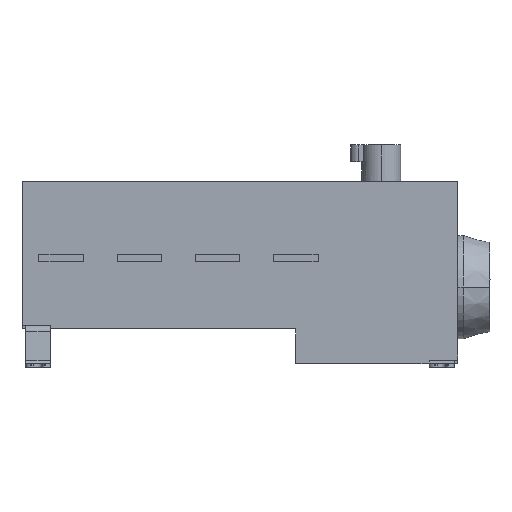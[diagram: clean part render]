
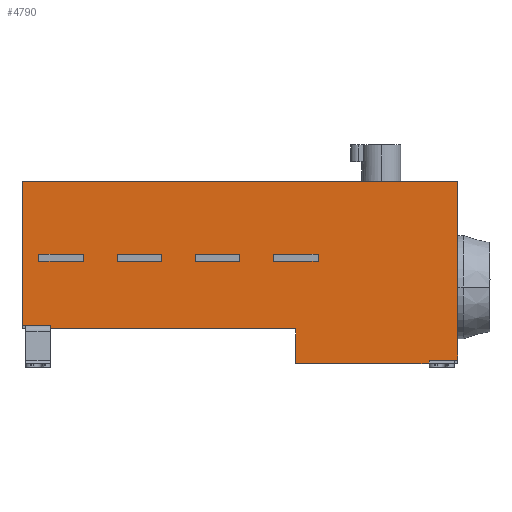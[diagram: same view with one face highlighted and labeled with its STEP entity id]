
A CAD part, left-side view. The second image highlights one B-rep face of the part: STEP entity #4790.
In plain terms, the highlighted planar face has unit normal (-1, 0, 0).
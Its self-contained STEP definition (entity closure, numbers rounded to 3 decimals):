
#90=DIRECTION('',(0.,0.,-1.));
#91=VECTOR('',#90,19.5);
#92=CARTESIAN_POINT('',(-28.339,48.955,0.));
#93=LINE('',#92,#91);
#94=DIRECTION('',(0.,-1.,0.));
#95=VECTOR('',#94,137.9);
#96=CARTESIAN_POINT('',(-28.339,186.855,
0.));
#97=LINE('',#96,#95);
#98=DIRECTION('',(0.,0.,-1.));
#99=VECTOR('',#98,2.);
#100=CARTESIAN_POINT('',(-28.339,186.855,2.));
#101=LINE('',#100,#99);
#102=DIRECTION('',(0.,-1.,0.));
#103=VECTOR('',#102,16.1);
#104=CARTESIAN_POINT('',(-28.339,202.955,2.));
#105=LINE('',#104,#103);
#106=DIRECTION('',(0.,0.,-1.));
#107=VECTOR('',#106,81.);
#108=CARTESIAN_POINT('',(-28.339,202.955,83.));
#109=LINE('',#108,#107);
#110=DIRECTION('',(0.,1.,0.));
#111=VECTOR('',#110,245.);
#112=CARTESIAN_POINT('',(-28.339,-42.045,83.));
#113=LINE('',#112,#111);
#114=DIRECTION('',(0.,0.,1.));
#115=VECTOR('',#114,100.5);
#116=CARTESIAN_POINT('',(-28.339,-42.045,-17.5));
#117=LINE('',#116,#115);
#118=DIRECTION('',(0.,-1.,0.));
#119=VECTOR('',#118,16.1);
#120=CARTESIAN_POINT('',(-28.339,-25.945,-17.5));
#121=LINE('',#120,#119);
#122=DIRECTION('',(0.,0.,1.));
#123=VECTOR('',#122,2.);
#124=CARTESIAN_POINT('',(-28.339,-25.945,
-19.5));
#125=LINE('',#124,#123);
#126=DIRECTION('',(0.,-1.,0.));
#127=VECTOR('',#126,74.9);
#128=CARTESIAN_POINT('',(-28.339,48.955,-19.5));
#129=LINE('',#128,#127);
#130=DIRECTION('',(0.,-1.,0.));
#131=VECTOR('',#130,25.);
#132=CARTESIAN_POINT('',(-28.339,61.455,42.));
#133=LINE('',#132,#131);
#134=DIRECTION('',(0.,0.,1.));
#135=VECTOR('',#134,4.);
#136=CARTESIAN_POINT('',(-28.339,61.455,38.));
#137=LINE('',#136,#135);
#138=DIRECTION('',(0.,1.,0.));
#139=VECTOR('',#138,25.);
#140=CARTESIAN_POINT('',(-28.339,36.455,38.));
#141=LINE('',#140,#139);
#142=DIRECTION('',(0.,0.,-1.));
#143=VECTOR('',#142,4.);
#144=CARTESIAN_POINT('',(-28.339,36.455,42.));
#145=LINE('',#144,#143);
#146=DIRECTION('',(0.,-1.,0.));
#147=VECTOR('',#146,25.);
#148=CARTESIAN_POINT('',(-28.339,105.455,42.));
#149=LINE('',#148,#147);
#150=DIRECTION('',(0.,0.,1.));
#151=VECTOR('',#150,4.);
#152=CARTESIAN_POINT('',(-28.339,105.455,38.));
#153=LINE('',#152,#151);
#154=DIRECTION('',(0.,1.,0.));
#155=VECTOR('',#154,25.);
#156=CARTESIAN_POINT('',(-28.339,80.455,38.));
#157=LINE('',#156,#155);
#158=DIRECTION('',(0.,0.,-1.));
#159=VECTOR('',#158,4.);
#160=CARTESIAN_POINT('',(-28.339,80.455,42.));
#161=LINE('',#160,#159);
#162=DIRECTION('',(0.,-1.,0.));
#163=VECTOR('',#162,25.);
#164=CARTESIAN_POINT('',(-28.339,149.455,42.));
#165=LINE('',#164,#163);
#166=DIRECTION('',(0.,0.,1.));
#167=VECTOR('',#166,4.);
#168=CARTESIAN_POINT('',(-28.339,149.455,38.));
#169=LINE('',#168,#167);
#170=DIRECTION('',(0.,1.,0.));
#171=VECTOR('',#170,25.);
#172=CARTESIAN_POINT('',(-28.339,124.455,38.));
#173=LINE('',#172,#171);
#174=DIRECTION('',(0.,0.,-1.));
#175=VECTOR('',#174,4.);
#176=CARTESIAN_POINT('',(-28.339,124.455,42.));
#177=LINE('',#176,#175);
#178=DIRECTION('',(0.,-1.,0.));
#179=VECTOR('',#178,25.);
#180=CARTESIAN_POINT('',(-28.339,193.455,42.));
#181=LINE('',#180,#179);
#182=DIRECTION('',(0.,0.,1.));
#183=VECTOR('',#182,4.);
#184=CARTESIAN_POINT('',(-28.339,193.455,38.));
#185=LINE('',#184,#183);
#186=DIRECTION('',(0.,1.,0.));
#187=VECTOR('',#186,25.);
#188=CARTESIAN_POINT('',(-28.339,168.455,38.));
#189=LINE('',#188,#187);
#190=DIRECTION('',(0.,0.,-1.));
#191=VECTOR('',#190,4.);
#192=CARTESIAN_POINT('',(-28.339,168.455,42.));
#193=LINE('',#192,#191);
#3578=CARTESIAN_POINT('',(-28.339,168.455,42.));
#3579=CARTESIAN_POINT('',(-28.339,168.455,38.));
#3580=VERTEX_POINT('',#3578);
#3581=VERTEX_POINT('',#3579);
#3582=CARTESIAN_POINT('',(-28.339,193.455,38.));
#3583=VERTEX_POINT('',#3582);
#3584=CARTESIAN_POINT('',(-28.339,193.455,42.));
#3585=VERTEX_POINT('',#3584);
#3610=CARTESIAN_POINT('',(-28.339,124.455,42.));
#3611=CARTESIAN_POINT('',(-28.339,124.455,38.));
#3612=VERTEX_POINT('',#3610);
#3613=VERTEX_POINT('',#3611);
#3614=CARTESIAN_POINT('',(-28.339,149.455,38.));
#3615=VERTEX_POINT('',#3614);
#3616=CARTESIAN_POINT('',(-28.339,149.455,42.));
#3617=VERTEX_POINT('',#3616);
#3642=CARTESIAN_POINT('',(-28.339,80.455,42.));
#3643=CARTESIAN_POINT('',(-28.339,80.455,38.));
#3644=VERTEX_POINT('',#3642);
#3645=VERTEX_POINT('',#3643);
#3646=CARTESIAN_POINT('',(-28.339,105.455,38.));
#3647=VERTEX_POINT('',#3646);
#3648=CARTESIAN_POINT('',(-28.339,105.455,42.));
#3649=VERTEX_POINT('',#3648);
#3674=CARTESIAN_POINT('',(-28.339,36.455,42.));
#3675=CARTESIAN_POINT('',(-28.339,36.455,38.));
#3676=VERTEX_POINT('',#3674);
#3677=VERTEX_POINT('',#3675);
#3678=CARTESIAN_POINT('',(-28.339,61.455,38.));
#3679=VERTEX_POINT('',#3678);
#3680=CARTESIAN_POINT('',(-28.339,61.455,42.));
#3681=VERTEX_POINT('',#3680);
#4294=CARTESIAN_POINT('',(-28.339,-25.945,
-19.5));
#4295=VERTEX_POINT('',#4294);
#4296=CARTESIAN_POINT('',(-28.339,48.955,
-19.5));
#4297=VERTEX_POINT('',#4296);
#4300=CARTESIAN_POINT('',(-28.339,-25.945,-17.5));
#4301=VERTEX_POINT('',#4300);
#4302=CARTESIAN_POINT('',(-28.339,-42.045,-17.5));
#4303=VERTEX_POINT('',#4302);
#4406=CARTESIAN_POINT('',(-28.339,202.955,83.));
#4407=VERTEX_POINT('',#4406);
#4408=CARTESIAN_POINT('',(-28.339,-42.045,
83.));
#4409=VERTEX_POINT('',#4408);
#4502=CARTESIAN_POINT('',(-28.339,202.955,2.));
#4503=VERTEX_POINT('',#4502);
#4548=CARTESIAN_POINT('',(-28.339,186.855,2.));
#4549=VERTEX_POINT('',#4548);
#4550=CARTESIAN_POINT('',(-28.339,186.855,
0.));
#4551=VERTEX_POINT('',#4550);
#4552=CARTESIAN_POINT('',(-28.339,48.955,
0.));
#4553=VERTEX_POINT('',#4552);
#4724=CARTESIAN_POINT('',(-28.339,80.455,31.75));
#4725=DIRECTION('',(1.,0.,0.));
#4726=DIRECTION('',(0.,0.,1.));
#4727=AXIS2_PLACEMENT_3D('',#4724,#4725,#4726);
#4728=PLANE('',#4727);
#4730=ORIENTED_EDGE('',*,*,#4729,.F.);
#4732=ORIENTED_EDGE('',*,*,#4731,.F.);
#4734=ORIENTED_EDGE('',*,*,#4733,.F.);
#4736=ORIENTED_EDGE('',*,*,#4735,.F.);
#4738=ORIENTED_EDGE('',*,*,#4737,.F.);
#4740=ORIENTED_EDGE('',*,*,#4739,.F.);
#4742=ORIENTED_EDGE('',*,*,#4741,.F.);
#4744=ORIENTED_EDGE('',*,*,#4743,.F.);
#4746=ORIENTED_EDGE('',*,*,#4745,.F.);
#4748=ORIENTED_EDGE('',*,*,#4747,.F.);
#4749=EDGE_LOOP('',(#4730,#4732,#4734,#4736,#4738,#4740,#4742,#4744,#4746,
#4748));
#4750=FACE_OUTER_BOUND('',#4749,.F.);
#4752=ORIENTED_EDGE('',*,*,#4751,.F.);
#4754=ORIENTED_EDGE('',*,*,#4753,.F.);
#4756=ORIENTED_EDGE('',*,*,#4755,.F.);
#4758=ORIENTED_EDGE('',*,*,#4757,.F.);
#4759=EDGE_LOOP('',(#4752,#4754,#4756,#4758));
#4760=FACE_BOUND('',#4759,.F.);
#4762=ORIENTED_EDGE('',*,*,#4761,.F.);
#4764=ORIENTED_EDGE('',*,*,#4763,.F.);
#4766=ORIENTED_EDGE('',*,*,#4765,.F.);
#4768=ORIENTED_EDGE('',*,*,#4767,.F.);
#4769=EDGE_LOOP('',(#4762,#4764,#4766,#4768));
#4770=FACE_BOUND('',#4769,.F.);
#4772=ORIENTED_EDGE('',*,*,#4771,.F.);
#4774=ORIENTED_EDGE('',*,*,#4773,.F.);
#4776=ORIENTED_EDGE('',*,*,#4775,.F.);
#4778=ORIENTED_EDGE('',*,*,#4777,.F.);
#4779=EDGE_LOOP('',(#4772,#4774,#4776,#4778));
#4780=FACE_BOUND('',#4779,.F.);
#4782=ORIENTED_EDGE('',*,*,#4781,.F.);
#4784=ORIENTED_EDGE('',*,*,#4783,.F.);
#4785=ORIENTED_EDGE('',*,*,#4700,.F.);
#4787=ORIENTED_EDGE('',*,*,#4786,.F.);
#4788=EDGE_LOOP('',(#4782,#4784,#4785,#4787));
#4789=FACE_BOUND('',#4788,.F.);
#4700=EDGE_CURVE('',#3581,#3583,#189,.T.);
#4729=EDGE_CURVE('',#4553,#4297,#93,.T.);
#4731=EDGE_CURVE('',#4551,#4553,#97,.T.);
#4733=EDGE_CURVE('',#4549,#4551,#101,.T.);
#4735=EDGE_CURVE('',#4503,#4549,#105,.T.);
#4737=EDGE_CURVE('',#4407,#4503,#109,.T.);
#4739=EDGE_CURVE('',#4409,#4407,#113,.T.);
#4741=EDGE_CURVE('',#4303,#4409,#117,.T.);
#4743=EDGE_CURVE('',#4301,#4303,#121,.T.);
#4745=EDGE_CURVE('',#4295,#4301,#125,.T.);
#4747=EDGE_CURVE('',#4297,#4295,#129,.T.);
#4751=EDGE_CURVE('',#3681,#3676,#133,.T.);
#4753=EDGE_CURVE('',#3679,#3681,#137,.T.);
#4755=EDGE_CURVE('',#3677,#3679,#141,.T.);
#4757=EDGE_CURVE('',#3676,#3677,#145,.T.);
#4761=EDGE_CURVE('',#3649,#3644,#149,.T.);
#4763=EDGE_CURVE('',#3647,#3649,#153,.T.);
#4765=EDGE_CURVE('',#3645,#3647,#157,.T.);
#4767=EDGE_CURVE('',#3644,#3645,#161,.T.);
#4771=EDGE_CURVE('',#3617,#3612,#165,.T.);
#4773=EDGE_CURVE('',#3615,#3617,#169,.T.);
#4775=EDGE_CURVE('',#3613,#3615,#173,.T.);
#4777=EDGE_CURVE('',#3612,#3613,#177,.T.);
#4781=EDGE_CURVE('',#3585,#3580,#181,.T.);
#4783=EDGE_CURVE('',#3583,#3585,#185,.T.);
#4786=EDGE_CURVE('',#3580,#3581,#193,.T.);
#4790=ADVANCED_FACE('',(#4750,#4760,#4770,#4780,#4789),#4728,.F.);
